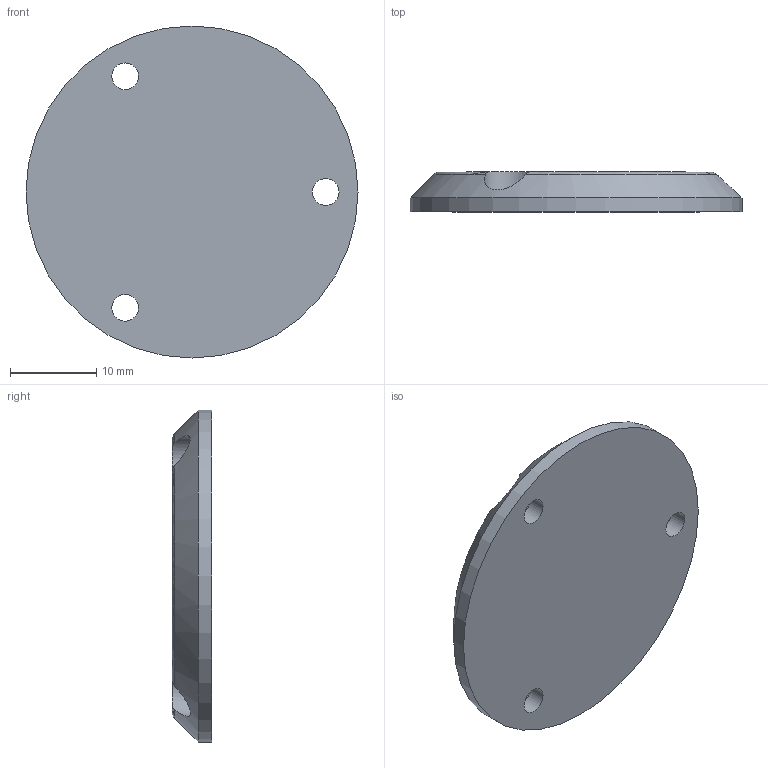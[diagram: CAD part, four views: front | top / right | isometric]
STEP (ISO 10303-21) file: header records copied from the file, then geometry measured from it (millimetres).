
FILE_DESCRIPTION(/* description */ (''),/* implementation_level */ '2;1');
FILE_NAME(/* name */ 'Tapa 4M1D v4.step',/* time_stamp */ '2019-03-05T07:39:01-06:00',/* author */ (''),/* organization */ (''),/* preprocessor_version */ 'ST-DEVELOPER v17.2',/* originating_system */ 'Autodesk Translation Framework v7.6.0.251',/* authorisation */ '');
FILE_SCHEMA (('AUTOMOTIVE_DESIGN { 1 0 10303 214 3 1 1 }'));
Length unit declared in the file: millimetre
Products named in the file (1): Tapa 4M1D
Bounding box: 38.5 x 4.6 x 38.5 mm (x, y, z)
Volume: 4622 mm3; surface area: 2763.3 mm2
Topology: 1 solids, 1 shells, 16 faces, 45 edges, 31 vertices
Faces by surface type: cylinder 7, plane 5, torus 3, cone 1
Full cylindrical faces by diameter (mm): 3.1 x3, 5.7 x3, 38.5 x1
Entity records: 666 total; most frequent: CARTESIAN_POINT 193, DIRECTION 92, ORIENTED_EDGE 90, EDGE_CURVE 45, AXIS2_PLACEMENT_3D 42, VERTEX_POINT 31, CIRCLE 25, EDGE_LOOP 22
